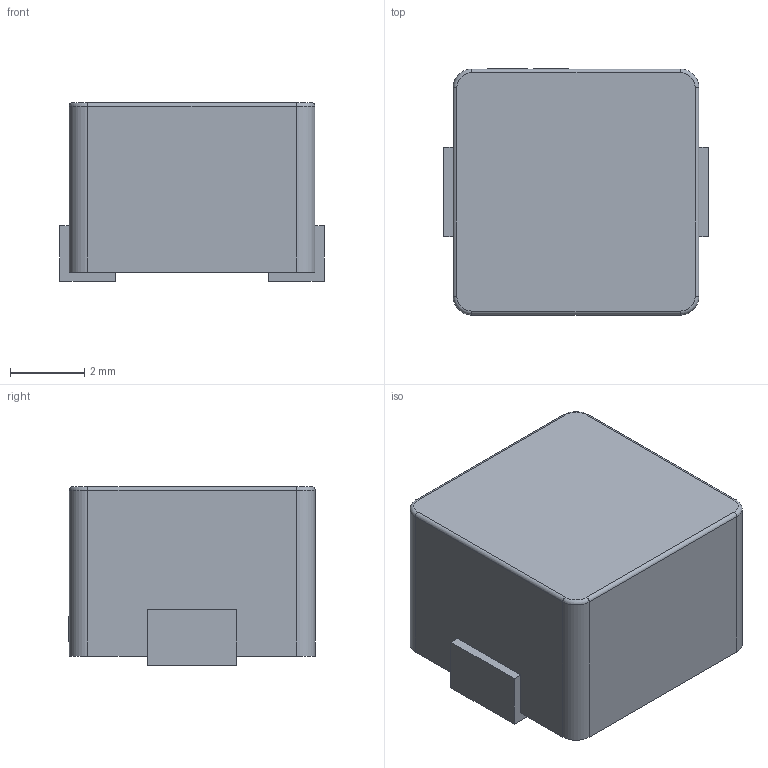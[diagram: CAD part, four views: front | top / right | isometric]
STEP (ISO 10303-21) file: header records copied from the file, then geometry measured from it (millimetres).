
FILE_DESCRIPTION (( 'STEP AP214' ), '1' );
FILE_NAME ('IND-SMD_L7.1-W6.6_CXP0650.STEP', '2024-07-07T13:06:47', ( '' ), ( '' ), 'SwSTEP 2.0', 'SolidWorks 2020', '' );
FILE_SCHEMA (( 'AUTOMOTIVE_DESIGN' ));
Length unit declared in the file: millimetre
Products named in the file (1): IND-SMD_L7.1-W6.6_CXP0650
Bounding box: 7.1 x 6.61 x 4.8 mm (x, y, z)
Volume: 200.5 mm3; surface area: 233.5 mm2
Topology: 3 solids, 3 shells, 258 faces, 691 edges, 458 vertices
Faces by surface type: plane 148, bspline 98, cylinder 8, torus 4
Entity records: 11393 total; most frequent: CARTESIAN_POINT 2714, ORIENTED_EDGE 1382, DIRECTION 833, EDGE_CURVE 691, VECTOR 471, LINE 471, VERTEX_POINT 458, EDGE_LOOP 277
